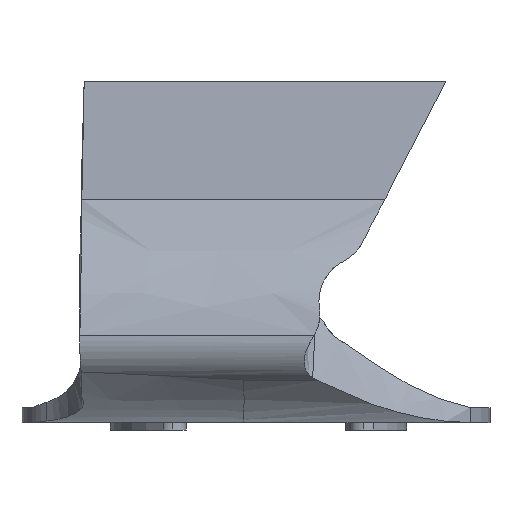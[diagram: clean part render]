
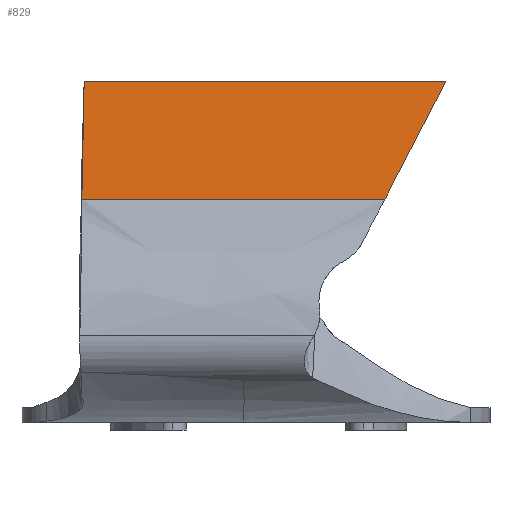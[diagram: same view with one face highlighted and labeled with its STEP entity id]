
A CAD part, top view. The second image highlights one B-rep face of the part: STEP entity #829.
In plain terms, the highlighted planar face has unit normal (0, 0.067, 0.998).
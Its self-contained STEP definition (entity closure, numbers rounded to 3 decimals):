
#47 = VECTOR ( 'NONE', #283, 1000. ) ;
#143 = CARTESIAN_POINT ( 'NONE',  ( 45.281, -18.676, 8.835 ) ) ;
#283 = DIRECTION ( 'NONE',  ( 1., 0., 0. ) ) ;
#332 = CARTESIAN_POINT ( 'NONE',  ( 45.433, -10.884, 8.309 ) ) ;
#447 = CARTESIAN_POINT ( 'NONE',  ( 55.336, -18.676, 8.835 ) ) ;
#464 = ORIENTED_EDGE ( 'NONE', *, *, #2267, .T. ) ;
#513 = CARTESIAN_POINT ( 'NONE',  ( 45.382, -13.482, 8.484 ) ) ;
#567 = LINE ( 'NONE', #2163, #1206 ) ;
#593 = ORIENTED_EDGE ( 'NONE', *, *, #1711, .T. ) ;
#774 = CARTESIAN_POINT ( 'NONE',  ( 69.433, -10.884, 8.309 ) ) ;
#829 = ADVANCED_FACE ( 'NONE', ( #1043 ), #848, .T. ) ;
#848 = PLANE ( 'NONE',  #1921 ) ;
#869 = DIRECTION ( 'NONE',  ( 0., 0.067, 0.998 ) ) ;
#897 = CARTESIAN_POINT ( 'NONE',  ( 45.281, -18.676, 8.835 ) ) ;
#899 = ORIENTED_EDGE ( 'NONE', *, *, #1898, .T. ) ;
#1043 = FACE_OUTER_BOUND ( 'NONE', #2033, .T. ) ;
#1072 = DIRECTION ( 'NONE',  ( -1., 0., 0. ) ) ;
#1135 = CARTESIAN_POINT ( 'NONE',  ( 68.086, -13.482, 8.484 ) ) ;
#1206 = VECTOR ( 'NONE', #1072, 1000. ) ;
#1251 = VERTEX_POINT ( 'NONE', #1977 ) ;
#1253 = CARTESIAN_POINT ( 'NONE',  ( 45.433, -10.884, 8.309 ) ) ;
#1308 = ORIENTED_EDGE ( 'NONE', *, *, #1356, .F. ) ;
#1356 = EDGE_CURVE ( 'NONE', #1251, #1647, #1852, .T. ) ;
#1453 = CARTESIAN_POINT ( 'NONE',  ( 69.433, -10.884, 8.309 ) ) ;
#1463 = B_SPLINE_CURVE_WITH_KNOTS ( 'NONE', 3,
 ( #1530, #2214, #1135, #774 ),
 .UNSPECIFIED., .F., .F.,
 ( 4, 4 ),
 ( 0.598, 1. ),
 .UNSPECIFIED. ) ;
#1530 = CARTESIAN_POINT ( 'NONE',  ( 65.392, -18.676, 8.835 ) ) ;
#1560 = CARTESIAN_POINT ( 'NONE',  ( 65.392, -18.676, 8.835 ) ) ;
#1593 = DIRECTION ( 'NONE',  ( 1., 0., 0. ) ) ;
#1647 = VERTEX_POINT ( 'NONE', #332 ) ;
#1711 = EDGE_CURVE ( 'NONE', #1793, #2071, #1463, .T. ) ;
#1793 = VERTEX_POINT ( 'NONE', #1560 ) ;
#1852 = B_SPLINE_CURVE_WITH_KNOTS ( 'NONE', 3,
 ( #897, #2148, #513, #1253 ),
 .UNSPECIFIED., .F., .F.,
 ( 4, 4 ),
 ( 0.598, 1. ),
 .UNSPECIFIED. ) ;
#1898 = EDGE_CURVE ( 'NONE', #1251, #1793, #1902, .T. ) ;
#1902 = LINE ( 'NONE', #447, #47 ) ;
#1921 = AXIS2_PLACEMENT_3D ( 'NONE', #143, #869, #1593 ) ;
#1977 = CARTESIAN_POINT ( 'NONE',  ( 45.281, -18.676, 8.835 ) ) ;
#2033 = EDGE_LOOP ( 'NONE', ( #899, #593, #464, #1308 ) ) ;
#2071 = VERTEX_POINT ( 'NONE', #1453 ) ;
#2148 = CARTESIAN_POINT ( 'NONE',  ( 45.331, -16.079, 8.66 ) ) ;
#2163 = CARTESIAN_POINT ( 'NONE',  ( 45.433, -10.884, 8.309 ) ) ;
#2214 = CARTESIAN_POINT ( 'NONE',  ( 66.739, -16.079, 8.66 ) ) ;
#2267 = EDGE_CURVE ( 'NONE', #2071, #1647, #567, .T. ) ;
